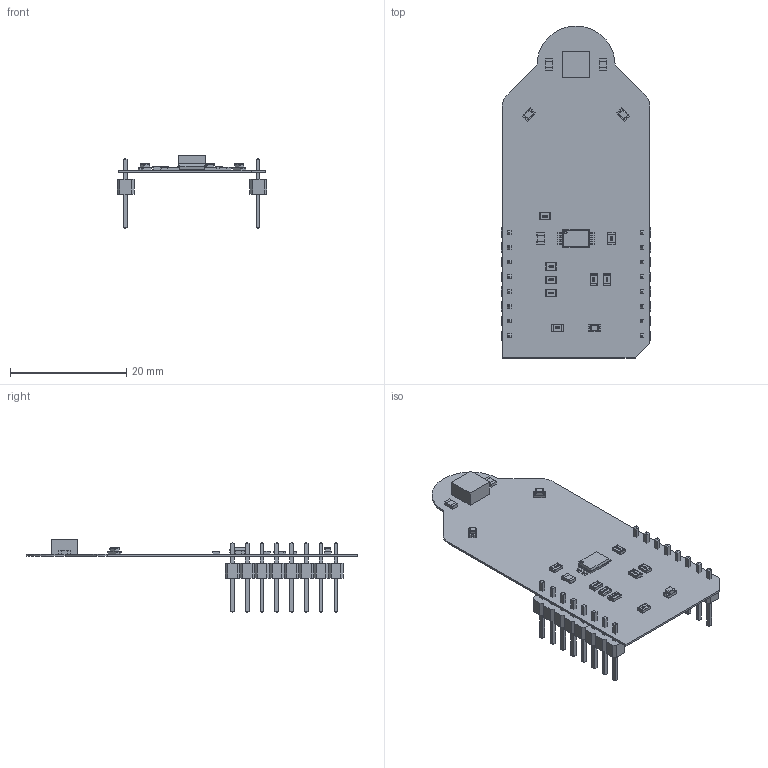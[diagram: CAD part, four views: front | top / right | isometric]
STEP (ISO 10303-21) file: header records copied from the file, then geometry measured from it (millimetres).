
FILE_DESCRIPTION(('Open CASCADE Model'),'2;1');
FILE_NAME('Open CASCADE Shape Model','2018-03-01T12:02:26',('Author'),( 'Open CASCADE'),'Open CASCADE STEP processor 6.8','Open CASCADE 6.8' ,'Unknown');
FILE_SCHEMA(('AUTOMOTIVE_DESIGN { 1 0 10303 214 1 1 1 1 }'));
Length unit declared in the file: millimetre
Products named in the file (41): PCB; Board; R5; User_Library-R_0805; R4; R3; MBD?; 1002292816; User_Library-PinHeaderX5-1_PinHeaderX5_Pins_1; User_Library-PinHeaderX5-1_PinHeaderX5_Body_1; 1002292944; 1002293072; User_Library-PinHeaderX3_PinHeader_Body_1; User_Library-PinHeaderX3_PinHeader_Pins_1; 1002293200; JP1; JP2; JP3; U1; 876569640; Extruded; U2; TSSOP-8_3_1x4_4; User_Library-TSSOP-8_3.1x4.4_pin_TSSOP_tssop_1; User_Library-TSSOP-8_3.1x4.4_body_TSSOP_TSSOP_3.1x4.5_1; C1; User_Library-SMD_CAPACITOR0805; C2; C3; LD1; led_0805_green; LD2; led_0805_yellow; LD3; led_0805_blue; R1; R2
Assembly tree (56 placements, depth 4):
  PCB
    Board
    R5
      User_Library-R_0805
    R4
      User_Library-R_0805
    R3
      User_Library-R_0805
    MBD?
      1002292816
        User_Library-PinHeaderX5-1_PinHeaderX5_Pins_1
        User_Library-PinHeaderX5-1_PinHeaderX5_Body_1
      1002292944
        User_Library-PinHeaderX5-1_PinHeaderX5_Pins_1
        User_Library-PinHeaderX5-1_PinHeaderX5_Body_1
      1002293072
        User_Library-PinHeaderX3_PinHeader_Body_1
        User_Library-PinHeaderX3_PinHeader_Pins_1
      1002293200
        User_Library-PinHeaderX3_PinHeader_Body_1
        User_Library-PinHeaderX3_PinHeader_Pins_1
    JP1
      User_Library-R_0805
    JP2
      User_Library-R_0805
    JP3
      User_Library-R_0805
    U1
      876569640
        Extruded
    U2
      TSSOP-8_3_1x4_4
        User_Library-TSSOP-8_3.1x4.4_pin_TSSOP_tssop_1  x8
        User_Library-TSSOP-8_3.1x4.4_body_TSSOP_TSSOP_3.1x4.5_1
    C1
      User_Library-SMD_CAPACITOR0805
    C2
      User_Library-SMD_CAPACITOR0805
    C3
      User_Library-SMD_CAPACITOR0805
    LD1
      led_0805_green
    LD2
      led_0805_yellow
    LD3
      led_0805_blue
    R1
      User_Library-R_0805
    R2
      User_Library-R_0805
Bounding box: 25.79 x 57.15 x 12.71 mm (x, y, z)
Volume: 913.7 mm3; surface area: 4057.6 mm2
Topology: 57 solids, 57 shells, 1561 faces, 3902 edges, 2496 vertices
Faces by surface type: plane 1071, bspline 336, cylinder 118, sphere 36
Entity records: 28418 total; most frequent: CARTESIAN_POINT 6270, ORIENTED_EDGE 3490, DIRECTION 3227, EDGE_CURVE 1745, LINE 1533, VECTOR 1533, VERTEX_POINT 1098, AXIS2_PLACEMENT_3D 847
